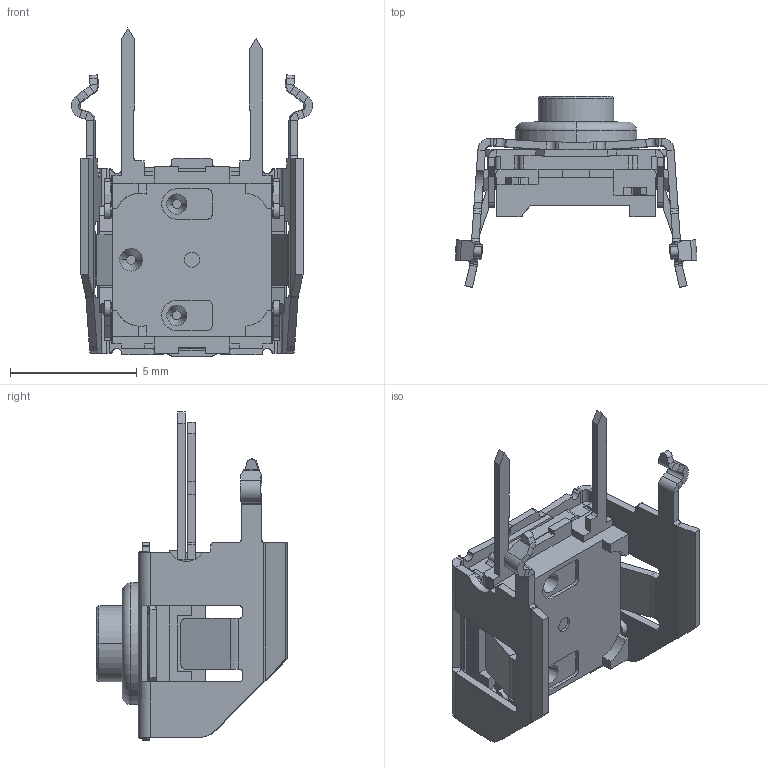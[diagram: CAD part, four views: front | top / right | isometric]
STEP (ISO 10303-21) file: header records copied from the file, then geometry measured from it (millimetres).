
FILE_DESCRIPTION((''),'2;1');
FILE_NAME('CU33MR4216FP_SW0001','2016-03-01T',('pg9536d'),(''),'PRO/ENGINEER BY PARAMETRIC TECHNOLOGY CORPORATION, 2013320','PRO/ENGINEER BY PARAMETRIC TECHNOLOGY CORPORATION, 2013320','');
FILE_SCHEMA(('CONFIG_CONTROL_DESIGN'));
Length unit declared in the file: millimetre
Products named in the file (1): CU33MR4216FP_SW0001
Bounding box: 9.55 x 7.54 x 12.95 mm (x, y, z)
Volume: 154.2 mm3; surface area: 465 mm2
Topology: 1 solids, 1 shells, 678 faces, 1839 edges, 1162 vertices
Faces by surface type: plane 487, cylinder 139, bspline 28, torus 14, cone 10
Entity records: 22615 total; most frequent: CARTESIAN_POINT 5983, ORIENTED_EDGE 3678, DIRECTION 3127, EDGE_CURVE 1839, VECTOR 1223, LINE 1223, VERTEX_POINT 1162, AXIS2_PLACEMENT_3D 952
